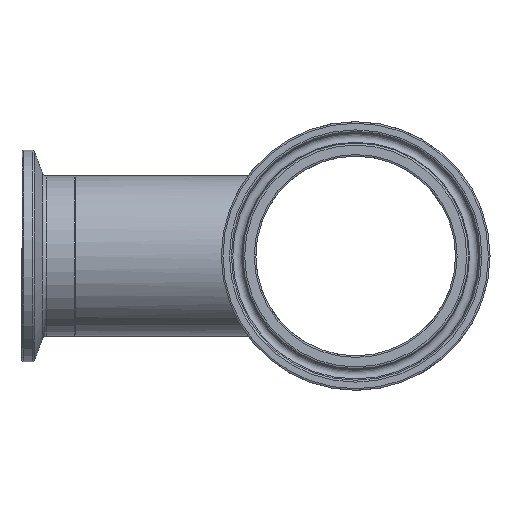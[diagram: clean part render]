
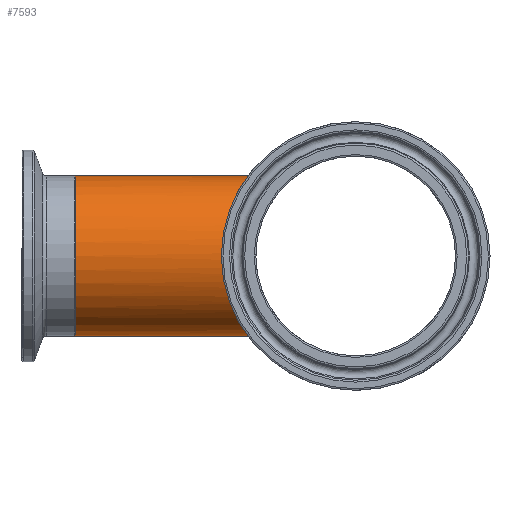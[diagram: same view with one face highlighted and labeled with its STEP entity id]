
A CAD part, left-side view. The second image highlights one B-rep face of the part: STEP entity #7593.
In plain terms, the highlighted cylindrical face has radius 19.05 mm (diameter 38.1 mm), a full revolution.
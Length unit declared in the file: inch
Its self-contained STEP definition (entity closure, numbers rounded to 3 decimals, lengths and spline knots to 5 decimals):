
#139=FACE_BOUND('',#1404,.T.);
#929=FACE_OUTER_BOUND('',#1403,.T.);
#1403=EDGE_LOOP('',(#6947));
#1404=EDGE_LOOP('',(#6948));
#2652=CIRCLE('',#8037,0.75);
#3059=B_SPLINE_CURVE_WITH_KNOTS('',3,(#16416,#16417,#16418,#16419,#16420,
#16421,#16422,#16423,#16424,#16425,#16426,#16427,#16428,#16429,#16430,#16431,
#16432,#16433,#16434,#16435,#16436,#16437,#16438,#16439,#16440),
 .UNSPECIFIED.,.T.,.F.,(4,1,1,1,1,1,1,1,1,1,1,1,1,1,1,1,1,1,1,1,1,1,4),
(0.,0.43397,0.86793,1.73586,2.31449,
2.89311,3.47173,4.05035,4.62897,5.20759,
5.78621,6.07553,6.36484,6.94346,7.52208,
8.1007,8.67932,9.25794,9.83656,10.41519,
11.28312,11.71708,12.15105),.UNSPECIFIED.);
#3749=VERTEX_POINT('',#16287);
#3750=VERTEX_POINT('',#16414);
#4835=EDGE_CURVE('',#3749,#3749,#2652,.T.);
#4837=EDGE_CURVE('',#3750,#3750,#3059,.T.);
#6947=ORIENTED_EDGE('',*,*,#4835,.T.);
#6948=ORIENTED_EDGE('',*,*,#4837,.F.);
#7102=CYLINDRICAL_SURFACE('',#8039,0.75);
#7593=ADVANCED_FACE('',(#929,#139),#7102,.T.);
#8037=AXIS2_PLACEMENT_3D('',#16288,#9418,#9419);
#8039=AXIS2_PLACEMENT_3D('',#16441,#9422,#9423);
#9418=DIRECTION('center_axis',(0.,-1.,0.));
#9419=DIRECTION('ref_axis',(1.,0.,0.));
#9422=DIRECTION('center_axis',(0.,-1.,0.));
#9423=DIRECTION('ref_axis',(1.,0.,0.));
#16287=CARTESIAN_POINT('',(-0.75,2.625,0.));
#16288=CARTESIAN_POINT('Origin',(0.,2.625,0.));
#16414=CARTESIAN_POINT('',(0.,0.68465,0.75));
#16416=CARTESIAN_POINT('Ctrl Pts',(0.,0.68461,
0.75002));
#16417=CARTESIAN_POINT('Ctrl Pts',(-0.05895,0.68461,
0.75002));
#16418=CARTESIAN_POINT('Ctrl Pts',(-0.17684,0.70351,
0.73573));
#16419=CARTESIAN_POINT('Ctrl Pts',(-0.38611,0.79281,
0.65873));
#16420=CARTESIAN_POINT('Ctrl Pts',(-0.56895,0.91848,
0.51343));
#16421=CARTESIAN_POINT('Ctrl Pts',(-0.70415,1.0243,0.29035));
#16422=CARTESIAN_POINT('Ctrl Pts',(-0.76032,1.0712,
0.06062));
#16423=CARTESIAN_POINT('Ctrl Pts',(-0.74093,1.05483,
-0.17915));
#16424=CARTESIAN_POINT('Ctrl Pts',(-0.65246,0.98283,
-0.39159));
#16425=CARTESIAN_POINT('Ctrl Pts',(-0.51371,0.87919,
-0.56011));
#16426=CARTESIAN_POINT('Ctrl Pts',(-0.33692,0.7685,
-0.68177));
#16427=CARTESIAN_POINT('Ctrl Pts',(-0.15753,0.69703,
-0.74051));
#16428=CARTESIAN_POINT('Ctrl Pts',(-0.00002,0.68051,
-0.75317));
#16429=CARTESIAN_POINT('Ctrl Pts',(0.15751,0.697,
-0.74053));
#16430=CARTESIAN_POINT('Ctrl Pts',(0.33692,0.76852,
-0.68176));
#16431=CARTESIAN_POINT('Ctrl Pts',(0.51371,0.87919,
-0.56012));
#16432=CARTESIAN_POINT('Ctrl Pts',(0.65247,0.98282,
-0.39159));
#16433=CARTESIAN_POINT('Ctrl Pts',(0.74095,1.05484,-0.17912));
#16434=CARTESIAN_POINT('Ctrl Pts',(0.76031,1.07119,0.06062));
#16435=CARTESIAN_POINT('Ctrl Pts',(0.70415,1.0243,0.29036));
#16436=CARTESIAN_POINT('Ctrl Pts',(0.56895,0.91848,
0.51343));
#16437=CARTESIAN_POINT('Ctrl Pts',(0.3861,0.7928,
0.65874));
#16438=CARTESIAN_POINT('Ctrl Pts',(0.17684,0.70351,
0.73573));
#16439=CARTESIAN_POINT('Ctrl Pts',(0.05895,0.68461,
0.75002));
#16440=CARTESIAN_POINT('Ctrl Pts',(0.,0.68461,
0.75002));
#16441=CARTESIAN_POINT('Origin',(0.,2.625,0.));
